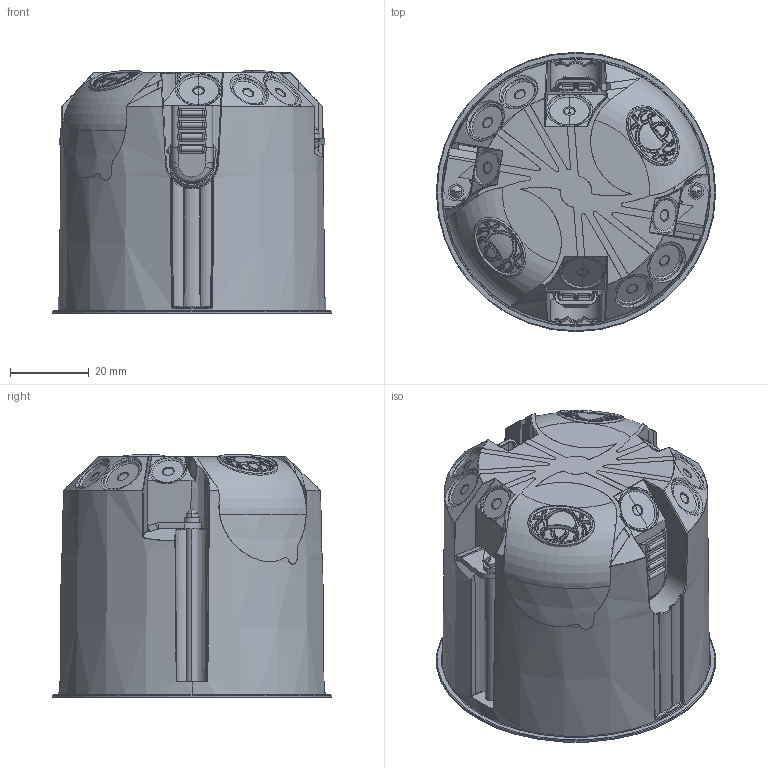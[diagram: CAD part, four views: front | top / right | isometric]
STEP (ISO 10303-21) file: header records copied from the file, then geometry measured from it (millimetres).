
FILE_DESCRIPTION (( 'STEP AP214' ), '1' );
FILE_NAME ('7204324_KSTP1.stp', '2026-03-06T08:01:37', ( '' ), ( '' ), 'SwSTEP 2.0', 'SolidWorks 2024', '' );
FILE_SCHEMA (( 'AUTOMOTIVE_DESIGN' ));
Length unit declared in the file: millimetre
Products named in the file (13): 130895_Standard; 222193_E-0137241 | L=35,8 | HG61-LF | Scale Typ B; 142012; 147211_Article; 232271_Z.Nr. 232274  - HG 61-LF - A - L 33_8; 148131; 7204324_KSTP1; 129371_L45; 222193_E-0137240 | L=31,8 | HG61-LF | Schale Typ A; 232315; 129114_L15; 232271_Z.Nr. 232275 - HG 61-LF - B - L 37_8; 232316
Assembly tree (17 placements, depth 3):
  7204324_KSTP1
    148131
      147211_Article
      129114_L15  x2
      129371_L45  x2
      130895_Standard  x2
      142012
    232315  x2
      232271_Z.Nr. 232274  - HG 61-LF - A - L 33_8
      222193_E-0137240 | L=31,8 | HG61-LF | Schale Typ A
    232316  x2
      232271_Z.Nr. 232275 - HG 61-LF - B - L 37_8
      222193_E-0137241 | L=35,8 | HG61-LF | Scale Typ B
Bounding box: 70.8 x 70.8 x 61.5 mm (x, y, z)
Volume: 35700.1 mm3; surface area: 67476.1 mm2
Topology: 21 solids, 21 shells, 3209 faces, 7942 edges, 4729 vertices
Faces by surface type: bspline 1195, cylinder 590, plane 539, cone 374, sphere 271, torus 240
Entity records: 124212 total; most frequent: CARTESIAN_POINT 67138, ORIENTED_EDGE 13730, DIRECTION 9545, EDGE_CURVE 6865, VERTEX_POINT 4131, AXIS2_PLACEMENT_3D 4026, EDGE_LOOP 2834, FACE_OUTER_BOUND 2782
